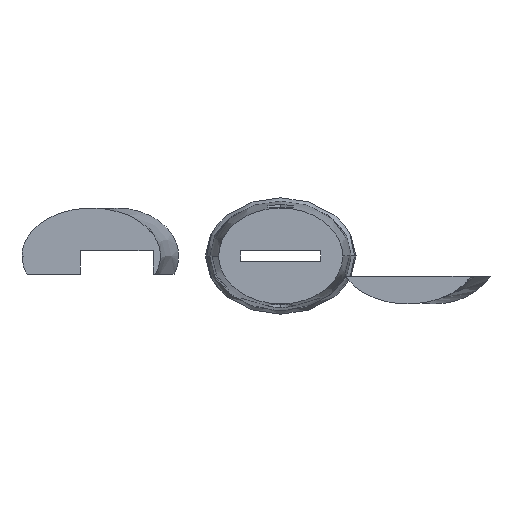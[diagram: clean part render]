
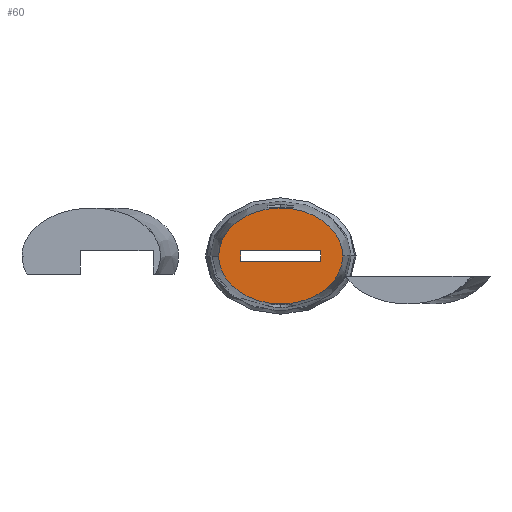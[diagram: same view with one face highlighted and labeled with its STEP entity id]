
A CAD part, left-side view. The second image highlights one B-rep face of the part: STEP entity #60.
In plain terms, the highlighted planar face has unit normal (-1, 0, 0).
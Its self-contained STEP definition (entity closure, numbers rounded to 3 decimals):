
#60=ADVANCED_FACE('',(#183,#124),#1461,.T.);
#124=FACE_BOUND('',#290,.T.);
#183=FACE_OUTER_BOUND('',#289,.T.);
#289=EDGE_LOOP('',(#563,#564));
#290=EDGE_LOOP('',(#565,#566,#567,#568));
#563=ORIENTED_EDGE('',*,*,#1001,.F.);
#564=ORIENTED_EDGE('',*,*,#904,.F.);
#565=ORIENTED_EDGE('',*,*,#909,.T.);
#566=ORIENTED_EDGE('',*,*,#908,.F.);
#567=ORIENTED_EDGE('',*,*,#910,.F.);
#568=ORIENTED_EDGE('',*,*,#907,.F.);
#904=EDGE_CURVE('',#1321,#1385,#1069,.T.);
#907=EDGE_CURVE('',#1323,#1324,#1183,.T.);
#908=EDGE_CURVE('',#1325,#1326,#1184,.T.);
#909=EDGE_CURVE('',#1323,#1326,#1185,.T.);
#910=EDGE_CURVE('',#1324,#1325,#1186,.T.);
#1001=EDGE_CURVE('',#1385,#1321,#1096,.T.);
#1069=(
BOUNDED_CURVE()
B_SPLINE_CURVE(2,(#2941,#2942,#2943,#2944,#2945),.UNSPECIFIED.,.F.,.F.)
B_SPLINE_CURVE_WITH_KNOTS((3,2,3),(0.,32.46,64.919),
 .UNSPECIFIED.)
CURVE()
GEOMETRIC_REPRESENTATION_ITEM()
RATIONAL_B_SPLINE_CURVE((1.,0.707,1.,0.707,1.))
REPRESENTATION_ITEM('')
);
#1096=(
BOUNDED_CURVE()
B_SPLINE_CURVE(2,(#3285,#3286,#3287,#3288,#3289),.UNSPECIFIED.,.F.,.F.)
B_SPLINE_CURVE_WITH_KNOTS((3,2,3),(64.919,97.379,129.839),
 .UNSPECIFIED.)
CURVE()
GEOMETRIC_REPRESENTATION_ITEM()
RATIONAL_B_SPLINE_CURVE((1.,0.707,1.,0.707,1.))
REPRESENTATION_ITEM('')
);
#1183=B_SPLINE_CURVE_WITH_KNOTS('',1,(#2959,#2960),.UNSPECIFIED.,.F.,.F.,
(2,2),(-1.5,1.5),.UNSPECIFIED.);
#1184=B_SPLINE_CURVE_WITH_KNOTS('',1,(#2961,#2962),.UNSPECIFIED.,.F.,.F.,
(2,2),(-1.5,1.5),.UNSPECIFIED.);
#1185=B_SPLINE_CURVE_WITH_KNOTS('',1,(#2963,#2964),.UNSPECIFIED.,.F.,.F.,
(2,2),(-28.,-6.),.UNSPECIFIED.);
#1186=B_SPLINE_CURVE_WITH_KNOTS('',1,(#2965,#2966),.UNSPECIFIED.,.F.,.F.,
(2,2),(-28.,-6.),.UNSPECIFIED.);
#1321=VERTEX_POINT('',#2857);
#1323=VERTEX_POINT('',#2859);
#1324=VERTEX_POINT('',#2860);
#1325=VERTEX_POINT('',#2861);
#1326=VERTEX_POINT('',#2862);
#1385=VERTEX_POINT('',#2921);
#1461=PLANE('',#1622);
#1622=AXIS2_PLACEMENT_3D('',#2769,#1711,$);
#1711=DIRECTION('',(-1.,0.,0.));
#2769=CARTESIAN_POINT('',(-143.,-66.66,13.423));
#2857=CARTESIAN_POINT('',(-143.,-101.,0.));
#2859=CARTESIAN_POINT('',(-143.,-73.,1.5));
#2860=CARTESIAN_POINT('',(-143.,-73.,-1.5));
#2861=CARTESIAN_POINT('',(-143.,-95.,-1.5));
#2862=CARTESIAN_POINT('',(-143.,-95.,1.5));
#2921=CARTESIAN_POINT('',(-143.,-67.,0.));
#2941=CARTESIAN_POINT('',(-143.,-101.,0.));
#2942=CARTESIAN_POINT('',(-143.,-101.,-13.16));
#2943=CARTESIAN_POINT('',(-143.,-84.,-13.16));
#2944=CARTESIAN_POINT('',(-143.,-67.,-13.16));
#2945=CARTESIAN_POINT('',(-143.,-67.,0.));
#2959=CARTESIAN_POINT('',(-143.,-73.,1.5));
#2960=CARTESIAN_POINT('',(-143.,-73.,-1.5));
#2961=CARTESIAN_POINT('',(-143.,-95.,-1.5));
#2962=CARTESIAN_POINT('',(-143.,-95.,1.5));
#2963=CARTESIAN_POINT('',(-143.,-73.,1.5));
#2964=CARTESIAN_POINT('',(-143.,-95.,1.5));
#2965=CARTESIAN_POINT('',(-143.,-73.,-1.5));
#2966=CARTESIAN_POINT('',(-143.,-95.,-1.5));
#3285=CARTESIAN_POINT('',(-143.,-67.,0.));
#3286=CARTESIAN_POINT('',(-143.,-67.,13.16));
#3287=CARTESIAN_POINT('',(-143.,-84.,13.16));
#3288=CARTESIAN_POINT('',(-143.,-101.,13.16));
#3289=CARTESIAN_POINT('',(-143.,-101.,0.));
